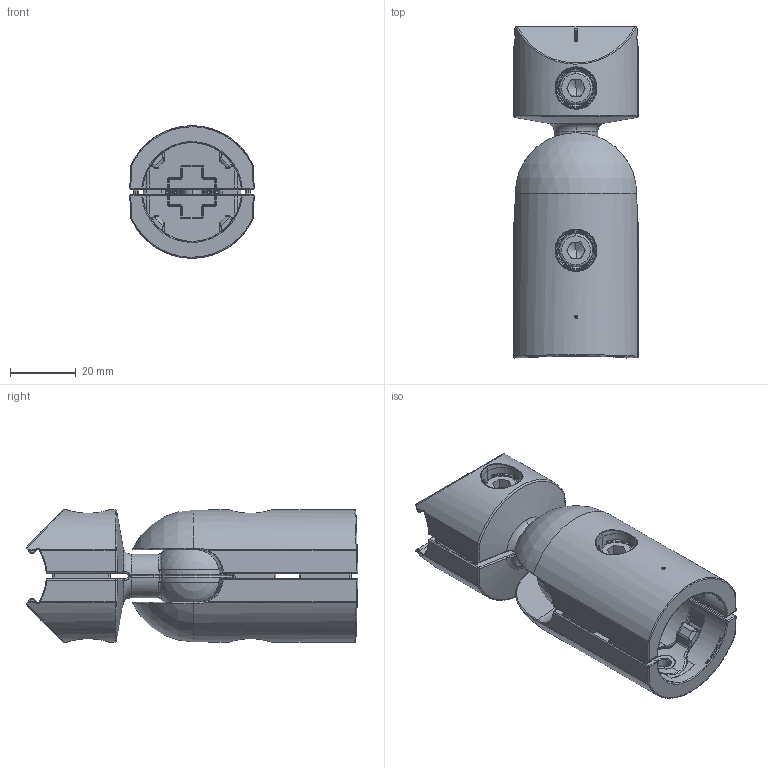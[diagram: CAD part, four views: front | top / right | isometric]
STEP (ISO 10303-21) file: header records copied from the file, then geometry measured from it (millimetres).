
FILE_DESCRIPTION (( 'STEP AP214' ), '1' );
FILE_NAME ('099RV30KS01.STEP', '2022-10-05T09:03:01', ( '' ), ( '' ), 'SwSTEP 2.0', 'SolidWorks 2022', '' );
FILE_SCHEMA (( 'AUTOMOTIVE_DESIGN' ));
Length unit declared in the file: millimetre
Products named in the file (6): 4iso10511m06m_4iso10511m06m; 099RV30KS01; cap screw ISO 4762 M6x28_ISO 4762 M6; 099RV30R02; 099RV30KR02_099RV30KR02; 099RV30KR01_099RV30KR01
Assembly tree (10 placements, depth 2):
  099RV30KS01
    099RV30KR01_099RV30KR01  x2
    099RV30KR02_099RV30KR02  x2
    4iso10511m06m_4iso10511m06m  x2
    cap screw ISO 4762 M6x28_ISO 4762 M6  x2
    099RV30R02  x2
Bounding box: 37.78 x 100.86 x 40.2 mm (x, y, z)
Volume: 72042.6 mm3; surface area: 36942.1 mm2
Topology: 10 solids, 10 shells, 3344 faces, 7848 edges, 4464 vertices
Faces by surface type: bspline 1462, cylinder 854, plane 404, torus 310, cone 160, sphere 154
Entity records: 72345 total; most frequent: CARTESIAN_POINT 39870, ORIENTED_EDGE 7724, DIRECTION 5690, EDGE_CURVE 3862, AXIS2_PLACEMENT_3D 2419, VERTEX_POINT 2228, EDGE_LOOP 1708, ADVANCED_FACE 1672
